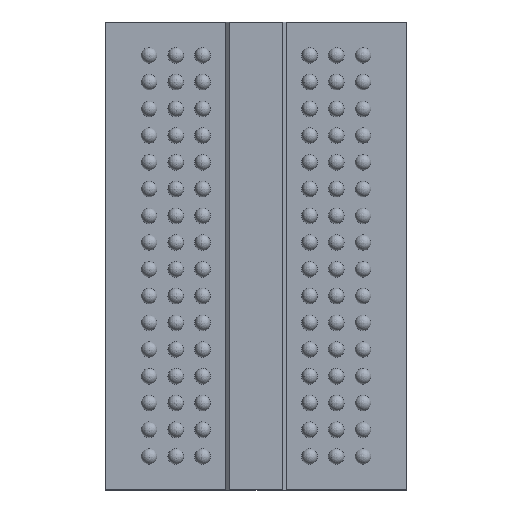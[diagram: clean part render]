
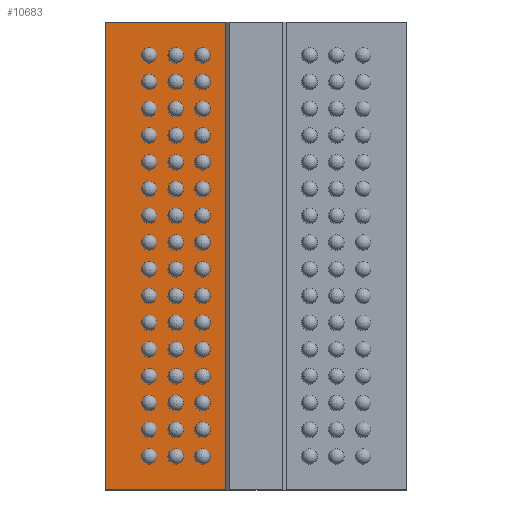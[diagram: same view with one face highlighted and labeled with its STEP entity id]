
A CAD part, top view. The second image highlights one B-rep face of the part: STEP entity #10683.
In plain terms, the highlighted planar face has unit normal (0, 0, 1).
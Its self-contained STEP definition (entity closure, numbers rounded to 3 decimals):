
#1615=FACE_OUTER_BOUND('',#2184,.T.);
#2184=EDGE_LOOP('',(#9328,#9329,#9330,#9331));
#3161=LINE('',#18583,#4148);
#3170=LINE('',#18599,#4157);
#3173=LINE('',#18606,#4160);
#3174=LINE('',#18607,#4161);
#4148=VECTOR('',#12798,10.);
#4157=VECTOR('',#12811,10.);
#4160=VECTOR('',#12818,10.);
#4161=VECTOR('',#12819,10.);
#5100=VERTEX_POINT('',#18580);
#5101=VERTEX_POINT('',#18582);
#5106=VERTEX_POINT('',#18597);
#5108=VERTEX_POINT('',#18605);
#6511=EDGE_CURVE('',#5101,#5100,#3161,.T.);
#6520=EDGE_CURVE('',#5100,#5106,#3170,.T.);
#6523=EDGE_CURVE('',#5106,#5108,#3173,.T.);
#6524=EDGE_CURVE('',#5108,#5101,#3174,.T.);
#9328=ORIENTED_EDGE('',*,*,#6520,.T.);
#9329=ORIENTED_EDGE('',*,*,#6523,.T.);
#9330=ORIENTED_EDGE('',*,*,#6524,.T.);
#9331=ORIENTED_EDGE('',*,*,#6511,.T.);
#9665=PLANE('',#11068);
#10683=ADVANCED_FACE('',(#1615),#9665,.T.);
#11068=AXIS2_PLACEMENT_3D('',#18604,#12816,#12817);
#12798=DIRECTION('',(1.,0.,0.));
#12811=DIRECTION('',(0.,1.,0.));
#12816=DIRECTION('center_axis',(0.,0.,1.));
#12817=DIRECTION('ref_axis',(1.,0.,0.));
#12818=DIRECTION('',(-1.,0.,0.));
#12819=DIRECTION('',(0.,-1.,0.));
#18580=CARTESIAN_POINT('',(-0.9,-7.,0.81));
#18582=CARTESIAN_POINT('',(-4.5,-7.,0.81));
#18583=CARTESIAN_POINT('',(4.5,-7.,0.81));
#18597=CARTESIAN_POINT('',(-0.9,7.,0.81));
#18599=CARTESIAN_POINT('',(-0.9,3.5,0.81));
#18604=CARTESIAN_POINT('Origin',(0.,0.,
0.81));
#18605=CARTESIAN_POINT('',(-4.5,7.,0.81));
#18606=CARTESIAN_POINT('',(-4.5,7.,0.81));
#18607=CARTESIAN_POINT('',(-4.5,-7.,0.81));
